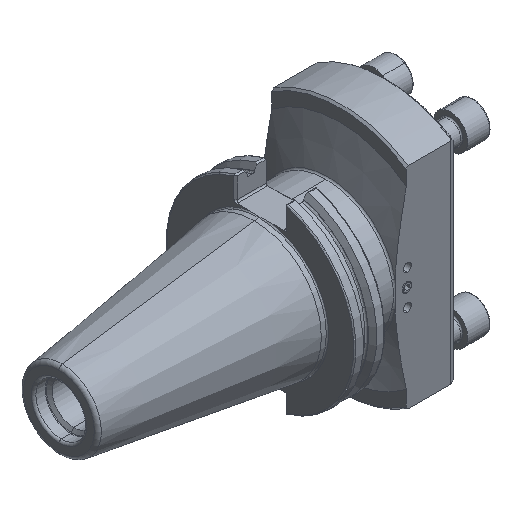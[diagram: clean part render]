
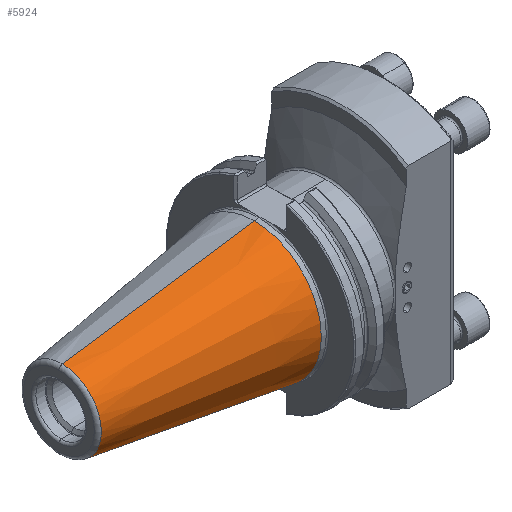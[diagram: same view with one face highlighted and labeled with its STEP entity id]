
A CAD part, isometric view. The second image highlights one B-rep face of the part: STEP entity #5924.
In plain terms, the highlighted conical face has half-angle 8.297 degrees and reference radius 34.925 mm.
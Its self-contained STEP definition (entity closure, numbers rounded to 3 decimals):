
#716 = EDGE_CURVE ( 'NONE', #26704, #22596, #3968, .T. ) ;
#872 = DIRECTION ( 'NONE',  ( 0.99, 0., 0.144 ) ) ;
#935 = CARTESIAN_POINT ( 'NONE',  ( -99.889, 0., -20.358 ) ) ;
#1251 = DIRECTION ( 'NONE',  ( -1., 0., 0. ) ) ;
#2523 = DIRECTION ( 'NONE',  ( 0.99, 0., -0.144 ) ) ;
#3968 = CIRCLE ( 'NONE', #25661, 34.925 ) ;
#4235 = VERTEX_POINT ( 'NONE', #935 ) ;
#4404 = EDGE_LOOP ( 'NONE', ( #14819, #18940, #24133, #21245 ) ) ;
#5100 = VERTEX_POINT ( 'NONE', #13959 ) ;
#5497 = AXIS2_PLACEMENT_3D ( 'NONE', #13842, #1251, #15965 ) ;
#5924 = ADVANCED_FACE ( 'NONE', ( #23029 ), #25993, .T. ) ;
#8988 = AXIS2_PLACEMENT_3D ( 'NONE', #26382, #11806, #26465 ) ;
#9472 = EDGE_CURVE ( 'NONE', #4235, #5100, #25864, .T. ) ;
#11806 = DIRECTION ( 'NONE',  ( 1., 0., 0. ) ) ;
#12994 = CARTESIAN_POINT ( 'NONE',  ( 0., 0., -34.925 ) ) ;
#13125 = CARTESIAN_POINT ( 'NONE',  ( 0., 0., 0. ) ) ;
#13187 = CARTESIAN_POINT ( 'NONE',  ( 0., 0., 34.925 ) ) ;
#13216 = DIRECTION ( 'NONE',  ( -1., 0., 0. ) ) ;
#13395 = DIRECTION ( 'NONE',  ( 0., 0., 1. ) ) ;
#13842 = CARTESIAN_POINT ( 'NONE',  ( -99.889, 0., 0. ) ) ;
#13959 = CARTESIAN_POINT ( 'NONE',  ( -99.889, 0., 20.358 ) ) ;
#14819 = ORIENTED_EDGE ( 'NONE', *, *, #20701, .F. ) ;
#14826 = CARTESIAN_POINT ( 'NONE',  ( 0., 0., -34.925 ) ) ;
#15902 = VECTOR ( 'NONE', #872, 1000. ) ;
#15965 = DIRECTION ( 'NONE',  ( 0., 0., 1. ) ) ;
#16551 = LINE ( 'NONE', #13187, #15902 ) ;
#18940 = ORIENTED_EDGE ( 'NONE', *, *, #9472, .F. ) ;
#20701 = EDGE_CURVE ( 'NONE', #5100, #22596, #16551, .T. ) ;
#20857 = CARTESIAN_POINT ( 'NONE',  ( 0., 0., 34.925 ) ) ;
#21245 = ORIENTED_EDGE ( 'NONE', *, *, #716, .T. ) ;
#22596 = VERTEX_POINT ( 'NONE', #20857 ) ;
#23029 = FACE_OUTER_BOUND ( 'NONE', #4404, .T. ) ;
#24133 = ORIENTED_EDGE ( 'NONE', *, *, #24864, .T. ) ;
#24864 = EDGE_CURVE ( 'NONE', #4235, #26704, #25654, .T. ) ;
#25015 = VECTOR ( 'NONE', #2523, 1000. ) ;
#25654 = LINE ( 'NONE', #12994, #25015 ) ;
#25661 = AXIS2_PLACEMENT_3D ( 'NONE', #13125, #13216, #13395 ) ;
#25864 = CIRCLE ( 'NONE', #5497, 20.358 ) ;
#25993 = CONICAL_SURFACE ( 'NONE', #8988, 34.925, 0.145 ) ;
#26382 = CARTESIAN_POINT ( 'NONE',  ( 0., 0., 0. ) ) ;
#26465 = DIRECTION ( 'NONE',  ( 0., 0., -1. ) ) ;
#26704 = VERTEX_POINT ( 'NONE', #14826 ) ;
